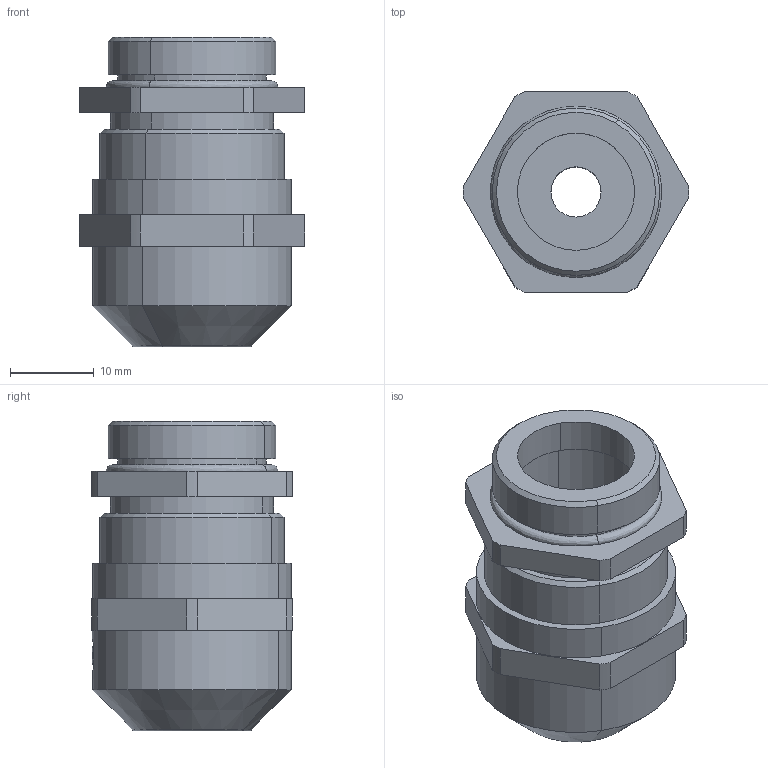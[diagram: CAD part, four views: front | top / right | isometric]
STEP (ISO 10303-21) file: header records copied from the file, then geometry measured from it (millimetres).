
FILE_DESCRIPTION(('Open CASCADE Model'),'2;1');
FILE_NAME('Open CASCADE Shape Model','2021-04-08T10:47:28',('Author'),( 'Open CASCADE'),'Open CASCADE STEP processor 7.4','Open CASCADE 7.4' ,'Unknown');
FILE_SCHEMA(('CONFIG_CONTROL_DESIGN'));
Length unit declared in the file: millimetre
Products named in the file (1): 54045 79
Bounding box: 27 x 24 x 36.99 mm (x, y, z)
Volume: 10693.9 mm3; surface area: 5467.3 mm2
Topology: 1 solids, 1 shells, 170 faces, 438 edges, 294 vertices
Faces by surface type: plane 108, cylinder 48, cone 8, extrusion 2, torus 2, revolution 2
Entity records: 12721 total; most frequent: CARTESIAN_POINT 3864, DIRECTION 1657, VECTOR 955, LINE 953, ORIENTED_EDGE 876, PCURVE 876, DEFINITIONAL_REPRESENTATION 876, EDGE_CURVE 438
